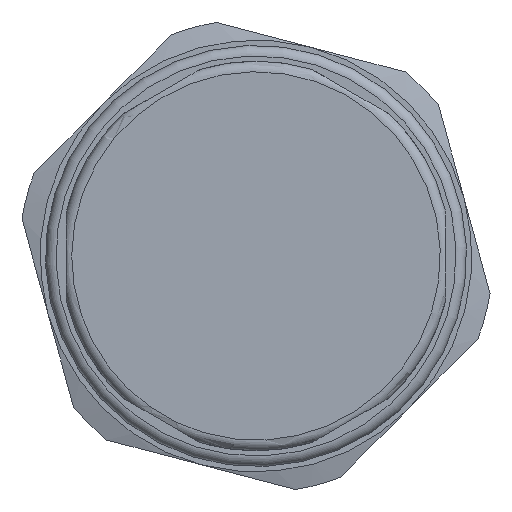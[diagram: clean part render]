
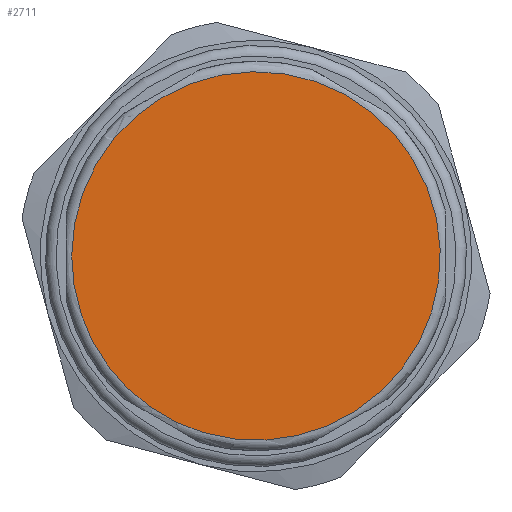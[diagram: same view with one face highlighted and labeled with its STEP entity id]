
A CAD part, left-side view. The second image highlights one B-rep face of the part: STEP entity #2711.
In plain terms, the highlighted planar face has unit normal (-1, 0, 0).
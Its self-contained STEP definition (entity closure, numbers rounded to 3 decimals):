
#2395=CARTESIAN_POINT('',(0.0,17.5,0.0));
#2396=VERTEX_POINT('',#2395);
#2397=CARTESIAN_POINT('',(0.0,0.0,0.0));
#2398=DIRECTION('',(1.0,0.0,0.0));
#2399=DIRECTION('',(0.0,-1.0,0.0));
#2400=AXIS2_PLACEMENT_3D('',#2397,#2398,#2399);
#2401=CIRCLE('',#2400,17.5);
#2402=EDGE_CURVE('',#2396,#2396,#2401,.T.);
#2703=CARTESIAN_POINT('',(0.0,14.513,0.0));
#2704=DIRECTION('',(-1.0,0.0,0.0));
#2705=DIRECTION('',(0.0,0.0,1.0));
#2706=AXIS2_PLACEMENT_3D('',#2703,#2704,#2705);
#2707=PLANE('',#2706);
#2708=ORIENTED_EDGE('',*,*,#2402,.F.);
#2709=EDGE_LOOP('',(#2708));
#2710=FACE_OUTER_BOUND('',#2709,.T.);
#2711=ADVANCED_FACE('',(#2710),#2707,.T.);
